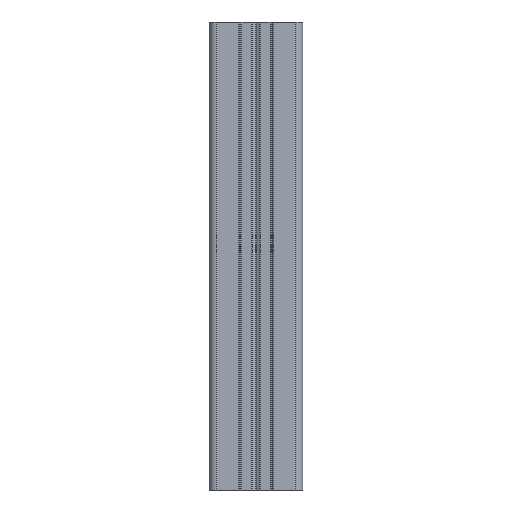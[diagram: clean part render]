
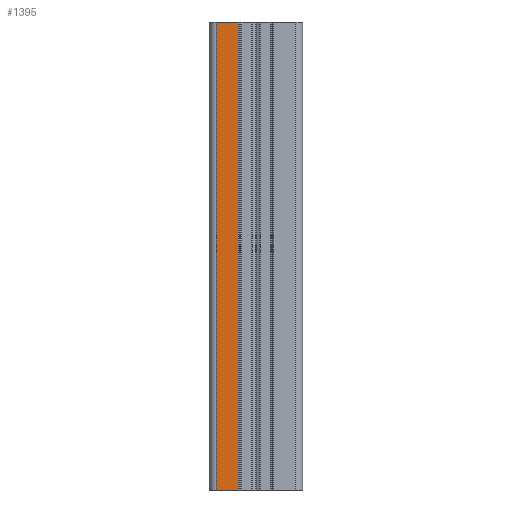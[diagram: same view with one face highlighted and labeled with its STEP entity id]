
A CAD part, left-side view. The second image highlights one B-rep face of the part: STEP entity #1395.
In plain terms, the highlighted planar face has unit normal (-1, 0, 0).
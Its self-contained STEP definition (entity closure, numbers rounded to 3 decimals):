
#79 = CARTESIAN_POINT ( 'NONE',  ( -10., 3.75, 0. ) ) ;
#102 = ORIENTED_EDGE ( 'NONE', *, *, #1304, .T. ) ;
#262 = CARTESIAN_POINT ( 'NONE',  ( -10., 8.5, 100. ) ) ;
#388 = VERTEX_POINT ( 'NONE', #1931 ) ;
#539 = LINE ( 'NONE', #3952, #3432 ) ;
#549 = DIRECTION ( 'NONE',  ( 0., -1., 0. ) ) ;
#642 = ORIENTED_EDGE ( 'NONE', *, *, #1085, .F. ) ;
#695 = EDGE_CURVE ( 'NONE', #989, #388, #2127, .T. ) ;
#732 = DIRECTION ( 'NONE',  ( 0., 0., -1. ) ) ;
#985 = DIRECTION ( 'NONE',  ( 0., -1., 0. ) ) ;
#989 = VERTEX_POINT ( 'NONE', #262 ) ;
#1085 = EDGE_CURVE ( 'NONE', #1796, #4489, #4614, .T. ) ;
#1164 = AXIS2_PLACEMENT_3D ( 'NONE', #1299, #3941, #4728 ) ;
#1299 = CARTESIAN_POINT ( 'NONE',  ( -10., 3.75, 100. ) ) ;
#1304 = EDGE_CURVE ( 'NONE', #388, #4489, #4782, .T. ) ;
#1395 = ADVANCED_FACE ( 'NONE', ( #1720 ), #5149, .F. ) ;
#1720 = FACE_OUTER_BOUND ( 'NONE', #2897, .T. ) ;
#1725 = EDGE_CURVE ( 'NONE', #989, #1796, #539, .T. ) ;
#1796 = VERTEX_POINT ( 'NONE', #2709 ) ;
#1931 = CARTESIAN_POINT ( 'NONE',  ( -10., 8.5, 0. ) ) ;
#1956 = VECTOR ( 'NONE', #3842, 1000. ) ;
#2127 = LINE ( 'NONE', #5051, #1956 ) ;
#2341 = ORIENTED_EDGE ( 'NONE', *, *, #1725, .F. ) ;
#2709 = CARTESIAN_POINT ( 'NONE',  ( -10., 3.75, 100. ) ) ;
#2897 = EDGE_LOOP ( 'NONE', ( #102, #642, #2341, #3395 ) ) ;
#3086 = CARTESIAN_POINT ( 'NONE',  ( -10., 3.75, 0. ) ) ;
#3393 = VECTOR ( 'NONE', #549, 1000. ) ;
#3395 = ORIENTED_EDGE ( 'NONE', *, *, #695, .T. ) ;
#3432 = VECTOR ( 'NONE', #985, 1000. ) ;
#3842 = DIRECTION ( 'NONE',  ( 0., 0., -1. ) ) ;
#3941 = DIRECTION ( 'NONE',  ( 1., 0., 0. ) ) ;
#3952 = CARTESIAN_POINT ( 'NONE',  ( -10., 3.75, 100. ) ) ;
#4172 = CARTESIAN_POINT ( 'NONE',  ( -10., 3.75, 100. ) ) ;
#4489 = VERTEX_POINT ( 'NONE', #3086 ) ;
#4614 = LINE ( 'NONE', #4172, #5381 ) ;
#4728 = DIRECTION ( 'NONE',  ( 0., 1., 0. ) ) ;
#4782 = LINE ( 'NONE', #79, #3393 ) ;
#5051 = CARTESIAN_POINT ( 'NONE',  ( -10., 8.5, 100. ) ) ;
#5149 = PLANE ( 'NONE',  #1164 ) ;
#5381 = VECTOR ( 'NONE', #732, 1000. ) ;
